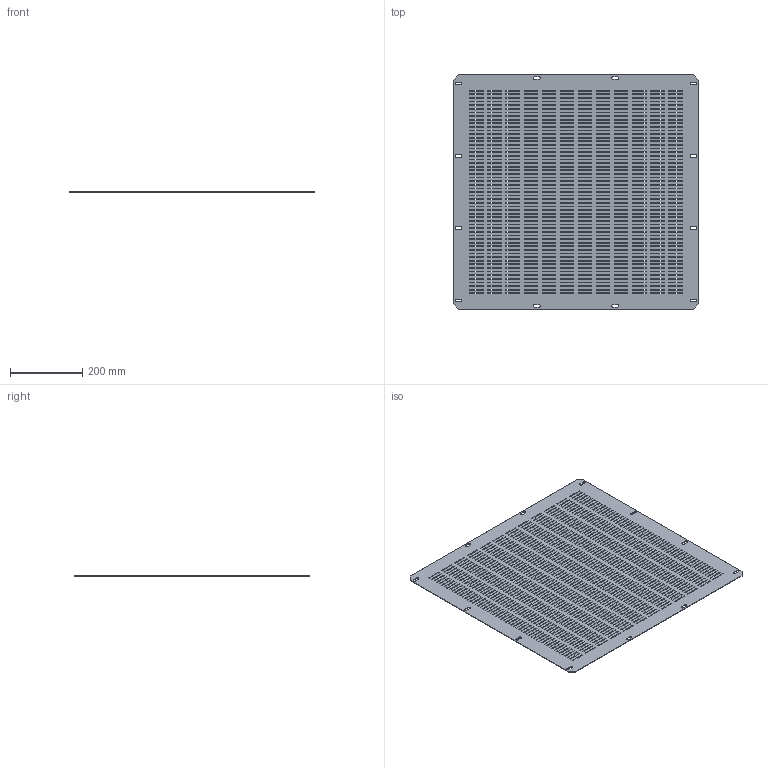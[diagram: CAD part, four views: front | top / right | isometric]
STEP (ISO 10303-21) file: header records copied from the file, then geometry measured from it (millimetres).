
FILE_DESCRIPTION (( 'STEP AP214' ), '1' );
FILE_NAME ('FO-00-FBV-080-080 FORMAT Ôëàíåö îñíîâàíèÿ âåíòèëèðóåìûé â øêàô 800õ800 IEK.STEP', '2024-06-24T12:00:24', ( '' ), ( '' ), 'SwSTEP 2.0', 'SolidWorks 2022', '' );
FILE_SCHEMA (( 'AUTOMOTIVE_DESIGN' ));
Length unit declared in the file: millimetre
Products named in the file (1): FO-00-FBV-080-080 FORMAT Фланец основания вентилируемый в шкаф 800х800 IEK
Bounding box: 680 x 648 x 1.5 mm (x, y, z)
Volume: 581130.3 mm3; surface area: 860653.5 mm2
Topology: 1 solids, 1 shells, 2806 faces, 8412 edges, 5608 vertices
Faces by surface type: plane 2770, cylinder 36
Entity records: 95446 total; most frequent: CARTESIAN_POINT 16827, ORIENTED_EDGE 16824, DIRECTION 14098, EDGE_CURVE 8412, VECTOR 8340, LINE 8340, VERTEX_POINT 5608, EDGE_LOOP 4198
